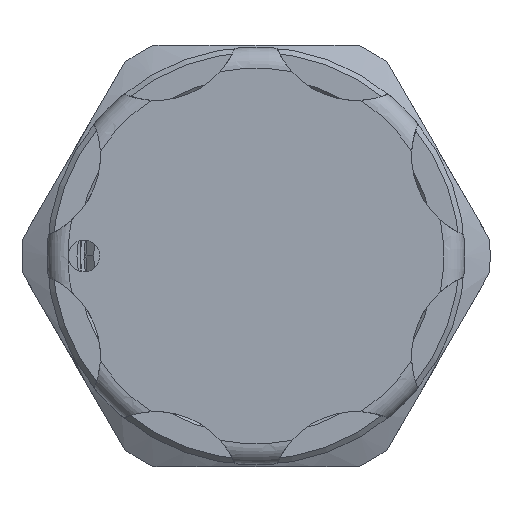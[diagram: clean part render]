
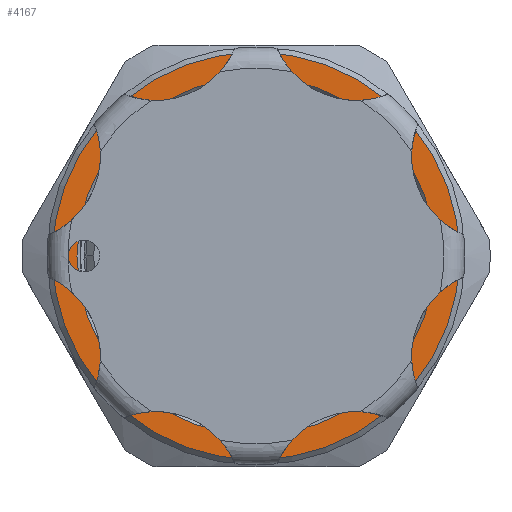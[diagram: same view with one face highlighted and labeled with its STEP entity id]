
A CAD part, left-side view. The second image highlights one B-rep face of the part: STEP entity #4167.
In plain terms, the highlighted planar face has unit normal (-1, 0, 0).
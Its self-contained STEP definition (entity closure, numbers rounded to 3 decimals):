
#511 = DIRECTION ( 'NONE',  ( 0., 0., 1. ) ) ;
#512 = DIRECTION ( 'NONE',  ( -1., 0., 0. ) ) ;
#514 = PLANE ( 'NONE',  #6282 ) ;
#523 = CARTESIAN_POINT ( 'NONE',  ( 0., 0., 0. ) ) ;
#2170 = VERTEX_POINT ( 'NONE', #10913 ) ;
#2172 = VERTEX_POINT ( 'NONE', #10921 ) ;
#2264 = VERTEX_POINT ( 'NONE', #11076 ) ;
#2269 = VERTEX_POINT ( 'NONE', #11052 ) ;
#3102 = EDGE_LOOP ( 'NONE', ( #3961, #3797 ) ) ;
#3267 = EDGE_LOOP ( 'NONE', ( #3865, #3785 ) ) ;
#3411 = FACE_BOUND ( 'NONE', #3267, .T. ) ;
#3414 = FACE_OUTER_BOUND ( 'NONE', #3102, .T. ) ;
#3785 = ORIENTED_EDGE ( 'NONE', *, *, #6047, .T. ) ;
#3797 = ORIENTED_EDGE ( 'NONE', *, *, #6156, .T. ) ;
#3865 = ORIENTED_EDGE ( 'NONE', *, *, #6166, .T. ) ;
#3961 = ORIENTED_EDGE ( 'NONE', *, *, #6048, .T. ) ;
#4167 = ADVANCED_FACE ( 'NONE', ( #3411, #3414 ), #514, .T. ) ;
#6047 = EDGE_CURVE ( 'NONE', #2264, #2170, #7871, .T. ) ;
#6048 = EDGE_CURVE ( 'NONE', #2269, #2172, #7872, .T. ) ;
#6156 = EDGE_CURVE ( 'NONE', #2172, #2269, #7987, .T. ) ;
#6166 = EDGE_CURVE ( 'NONE', #2170, #2264, #7993, .T. ) ;
#6282 = AXIS2_PLACEMENT_3D ( 'NONE', #523, #512, #511 ) ;
#6730 = CARTESIAN_POINT ( 'NONE',  ( 0., 0., 0. ) ) ;
#6731 = DIRECTION ( 'NONE',  ( 1., 0., 0. ) ) ;
#6732 = DIRECTION ( 'NONE',  ( 0., 0., 1. ) ) ;
#6733 = CARTESIAN_POINT ( 'NONE',  ( 0., 0., 0. ) ) ;
#6734 = DIRECTION ( 'NONE',  ( -1., 0., 0. ) ) ;
#6735 = DIRECTION ( 'NONE',  ( 0., 0., 1. ) ) ;
#7289 = CARTESIAN_POINT ( 'NONE',  ( 0., 0., 0. ) ) ;
#7290 = DIRECTION ( 'NONE',  ( -1., 0., 0. ) ) ;
#7291 = DIRECTION ( 'NONE',  ( 0., 0., 1. ) ) ;
#7337 = CARTESIAN_POINT ( 'NONE',  ( 0., 0., 0. ) ) ;
#7338 = DIRECTION ( 'NONE',  ( 1., 0., 0. ) ) ;
#7339 = DIRECTION ( 'NONE',  ( 0., 0., 1. ) ) ;
#7871 = CIRCLE ( 'NONE', #8606, 10.2 ) ;
#7872 = CIRCLE ( 'NONE', #8607, 11.6 ) ;
#7987 = CIRCLE ( 'NONE', #8660, 11.6 ) ;
#7993 = CIRCLE ( 'NONE', #8664, 10.2 ) ;
#8606 = AXIS2_PLACEMENT_3D ( 'NONE', #6730, #6731, #6732 ) ;
#8607 = AXIS2_PLACEMENT_3D ( 'NONE', #6733, #6734, #6735 ) ;
#8660 = AXIS2_PLACEMENT_3D ( 'NONE', #7289, #7290, #7291 ) ;
#8664 = AXIS2_PLACEMENT_3D ( 'NONE', #7337, #7338, #7339 ) ;
#10913 = CARTESIAN_POINT ( 'NONE',  ( 0., 0., 10.2 ) ) ;
#10921 = CARTESIAN_POINT ( 'NONE',  ( 0., 0., 11.6 ) ) ;
#11052 = CARTESIAN_POINT ( 'NONE',  ( 0., 0., -11.6 ) ) ;
#11076 = CARTESIAN_POINT ( 'NONE',  ( 0., 0., -10.2 ) ) ;
